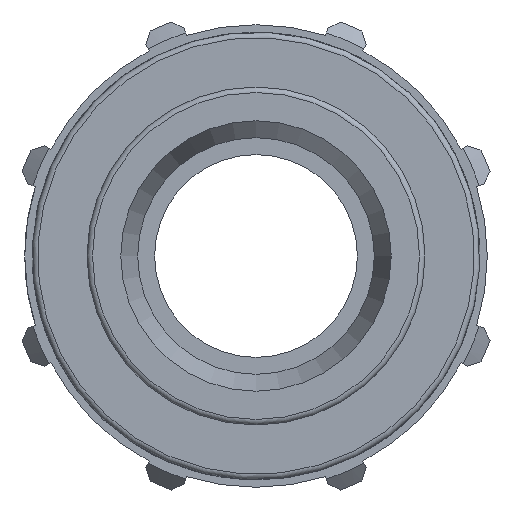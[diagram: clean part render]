
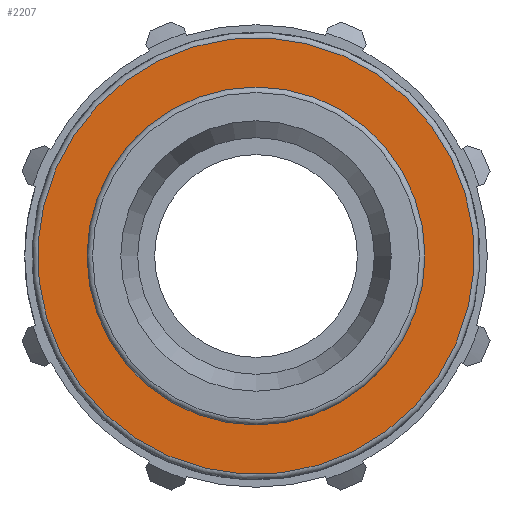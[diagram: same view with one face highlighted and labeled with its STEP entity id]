
A CAD part, left-side view. The second image highlights one B-rep face of the part: STEP entity #2207.
In plain terms, the highlighted planar face has unit normal (-1, 0, 0).
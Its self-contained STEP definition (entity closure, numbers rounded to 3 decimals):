
#415=PLANE('',#2383);
#492=FACE_BOUND('',#688,.T.);
#540=FACE_OUTER_BOUND('',#687,.T.);
#687=EDGE_LOOP('',(#1546));
#688=EDGE_LOOP('',(#1547));
#846=CIRCLE('',#2382,79.45);
#847=CIRCLE('',#2384,55.35);
#981=VERTEX_POINT('',#3567);
#982=VERTEX_POINT('',#3570);
#1212=EDGE_CURVE('',#981,#981,#846,.T.);
#1213=EDGE_CURVE('',#982,#982,#847,.T.);
#1546=ORIENTED_EDGE('',*,*,#1212,.F.);
#1547=ORIENTED_EDGE('',*,*,#1213,.T.);
#2207=ADVANCED_FACE('',(#540,#492),#415,.T.);
#2382=AXIS2_PLACEMENT_3D('',#3568,#2717,#2718);
#2383=AXIS2_PLACEMENT_3D('',#3569,#2719,#2720);
#2384=AXIS2_PLACEMENT_3D('',#3571,#2721,#2722);
#2717=DIRECTION('center_axis',(1.,0.,0.));
#2718=DIRECTION('ref_axis',(0.,-0.552,0.834));
#2719=DIRECTION('center_axis',(-1.,0.,0.));
#2720=DIRECTION('ref_axis',(0.,0.,1.));
#2721=DIRECTION('center_axis',(1.,0.,0.));
#2722=DIRECTION('ref_axis',(0.,0.,-1.));
#3567=CARTESIAN_POINT('',(32.,43.834,-66.264));
#3568=CARTESIAN_POINT('Origin',(32.,0.,0.));
#3569=CARTESIAN_POINT('Origin',(32.,81.45,0.));
#3570=CARTESIAN_POINT('',(32.,31.566,-45.467));
#3571=CARTESIAN_POINT('Origin',(32.,0.,0.));
